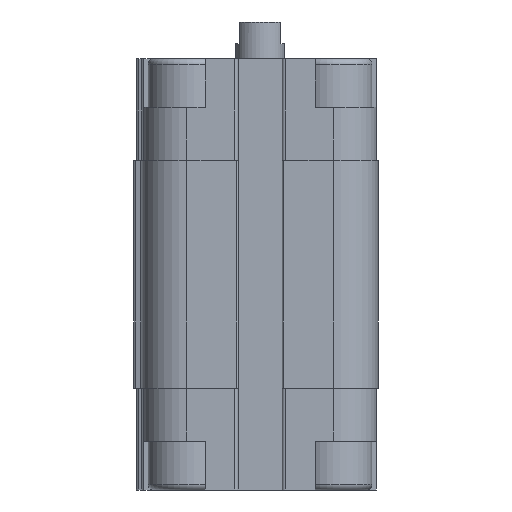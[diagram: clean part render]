
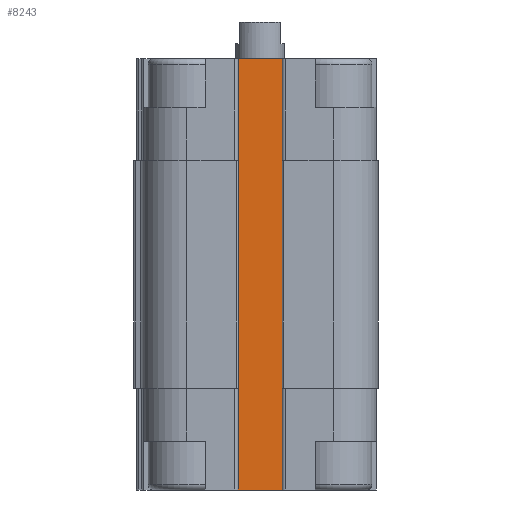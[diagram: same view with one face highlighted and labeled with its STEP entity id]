
A CAD part, left-side view. The second image highlights one B-rep face of the part: STEP entity #8243.
In plain terms, the highlighted face is planar.
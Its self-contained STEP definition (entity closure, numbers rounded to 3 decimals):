
#148=LINE('',#12478,#908);
#182=LINE('',#12625,#942);
#183=LINE('',#12630,#943);
#216=LINE('',#12728,#976);
#217=LINE('',#12730,#977);
#218=LINE('',#12732,#978);
#219=LINE('',#12734,#979);
#220=LINE('',#12736,#980);
#221=LINE('',#12738,#981);
#222=LINE('',#12740,#982);
#223=LINE('',#12742,#983);
#224=LINE('',#12743,#984);
#908=VECTOR('',#9696,1000.);
#942=VECTOR('',#9818,1000.);
#943=VECTOR('',#9823,1000.);
#976=VECTOR('',#9920,1000.);
#977=VECTOR('',#9923,1000.);
#978=VECTOR('',#9924,1000.);
#979=VECTOR('',#9925,1000.);
#980=VECTOR('',#9926,1000.);
#981=VECTOR('',#9927,1000.);
#982=VECTOR('',#9928,1000.);
#983=VECTOR('',#9929,1000.);
#984=VECTOR('',#9930,1000.);
#1603=PLANE('',#8842);
#2649=ORIENTED_EDGE('',*,*,#4874,.F.);
#2650=ORIENTED_EDGE('',*,*,#4999,.F.);
#2651=ORIENTED_EDGE('',*,*,#4949,.F.);
#2652=ORIENTED_EDGE('',*,*,#5000,.F.);
#2653=ORIENTED_EDGE('',*,*,#5001,.T.);
#2654=ORIENTED_EDGE('',*,*,#5002,.F.);
#2655=ORIENTED_EDGE('',*,*,#5003,.T.);
#2656=ORIENTED_EDGE('',*,*,#5004,.T.);
#2657=ORIENTED_EDGE('',*,*,#5005,.T.);
#2658=ORIENTED_EDGE('',*,*,#5006,.T.);
#2659=ORIENTED_EDGE('',*,*,#4951,.F.);
#2660=ORIENTED_EDGE('',*,*,#5007,.T.);
#4874=EDGE_CURVE('',#6069,#6070,#148,.T.);
#4949=EDGE_CURVE('',#6138,#6135,#182,.T.);
#4951=EDGE_CURVE('',#6140,#6141,#183,.T.);
#4999=EDGE_CURVE('',#6135,#6069,#216,.T.);
#5000=EDGE_CURVE('',#6174,#6138,#217,.T.);
#5001=EDGE_CURVE('',#6174,#6175,#218,.T.);
#5002=EDGE_CURVE('',#6176,#6175,#219,.T.);
#5003=EDGE_CURVE('',#6176,#6177,#220,.T.);
#5004=EDGE_CURVE('',#6177,#6178,#221,.T.);
#5005=EDGE_CURVE('',#6178,#6179,#222,.T.);
#5006=EDGE_CURVE('',#6179,#6141,#223,.T.);
#5007=EDGE_CURVE('',#6140,#6070,#224,.T.);
#6069=VERTEX_POINT('',#12477);
#6070=VERTEX_POINT('',#12479);
#6135=VERTEX_POINT('',#12619);
#6138=VERTEX_POINT('',#12624);
#6140=VERTEX_POINT('',#12629);
#6141=VERTEX_POINT('',#12631);
#6174=VERTEX_POINT('',#12731);
#6175=VERTEX_POINT('',#12733);
#6176=VERTEX_POINT('',#12735);
#6177=VERTEX_POINT('',#12737);
#6178=VERTEX_POINT('',#12739);
#6179=VERTEX_POINT('',#12741);
#7043=EDGE_LOOP('',(#2649,#2650,#2651,#2652,#2653,#2654,#2655,#2656,#2657,
#2658,#2659,#2660));
#7637=FACE_BOUND('',#7043,.T.);
#8243=ADVANCED_FACE('',(#7637),#1603,.T.);
#8842=AXIS2_PLACEMENT_3D('',#12729,#9921,#9922);
#9696=DIRECTION('',(0.,1.,0.));
#9818=DIRECTION('',(0.,1.,0.));
#9823=DIRECTION('',(0.,1.,0.));
#9920=DIRECTION('',(0.,0.,1.));
#9921=DIRECTION('',(1.,0.,0.));
#9922=DIRECTION('',(0.,0.,-1.));
#9923=DIRECTION('',(0.,0.,1.));
#9924=DIRECTION('',(0.,1.,0.));
#9925=DIRECTION('',(0.,0.,1.));
#9926=DIRECTION('',(0.,1.,0.));
#9927=DIRECTION('',(0.,0.,1.));
#9928=DIRECTION('',(0.,1.,0.));
#9929=DIRECTION('',(0.,0.,1.));
#9930=DIRECTION('',(0.,0.,1.));
#12477=CARTESIAN_POINT('',(9.5,-3.,0.));
#12478=CARTESIAN_POINT('',(9.5,-3.,0.));
#12479=CARTESIAN_POINT('',(9.5,3.,0.));
#12619=CARTESIAN_POINT('',(9.5,-3.,-12.5));
#12624=CARTESIAN_POINT('',(9.5,-3.2,-12.5));
#12625=CARTESIAN_POINT('',(9.5,-3.2,-12.5));
#12629=CARTESIAN_POINT('',(9.5,3.,-12.5));
#12630=CARTESIAN_POINT('',(9.5,-9.,-12.5));
#12631=CARTESIAN_POINT('',(9.5,3.2,-12.5));
#12728=CARTESIAN_POINT('',(9.5,-3.,-12.5));
#12729=CARTESIAN_POINT('',(9.5,-3.,-12.5));
#12730=CARTESIAN_POINT('',(9.5,-3.2,-40.5));
#12731=CARTESIAN_POINT('',(9.5,-3.2,-40.5));
#12732=CARTESIAN_POINT('',(9.5,-3.2,-40.5));
#12733=CARTESIAN_POINT('',(9.5,-3.,-40.5));
#12734=CARTESIAN_POINT('',(9.5,-3.,-53.));
#12735=CARTESIAN_POINT('',(9.5,-3.,-53.));
#12736=CARTESIAN_POINT('',(9.5,-3.,-53.));
#12737=CARTESIAN_POINT('',(9.5,3.,-53.));
#12738=CARTESIAN_POINT('',(9.5,3.,-53.));
#12739=CARTESIAN_POINT('',(9.5,3.,-40.5));
#12740=CARTESIAN_POINT('',(9.5,-3.2,-40.5));
#12741=CARTESIAN_POINT('',(9.5,3.2,-40.5));
#12742=CARTESIAN_POINT('',(9.5,3.2,-40.5));
#12743=CARTESIAN_POINT('',(9.5,3.,-12.5));
